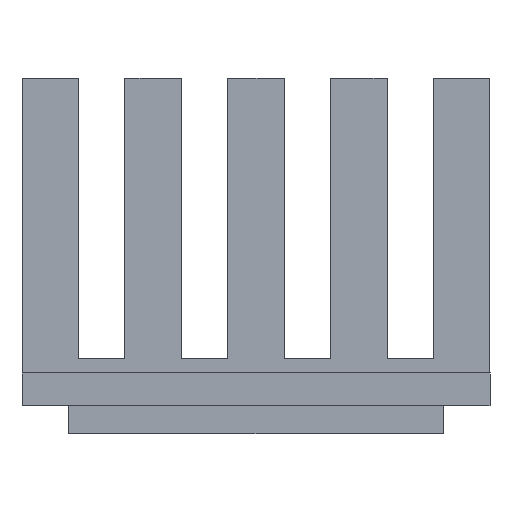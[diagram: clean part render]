
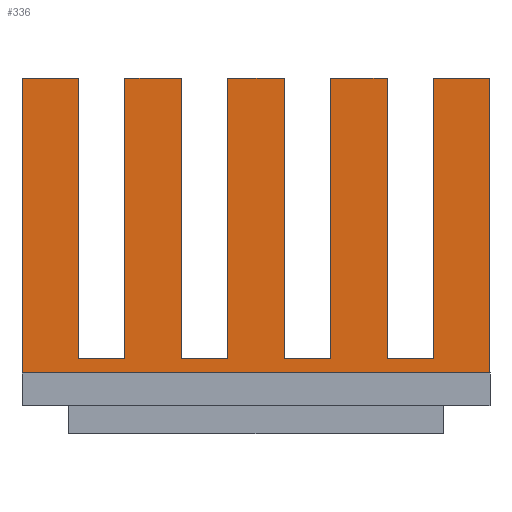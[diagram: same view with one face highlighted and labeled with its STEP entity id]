
A CAD part, left-side view. The second image highlights one B-rep face of the part: STEP entity #336.
In plain terms, the highlighted planar face has unit normal (-1, 0, 0).
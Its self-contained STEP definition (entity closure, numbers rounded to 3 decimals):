
#98=FACE_OUTER_BOUND('',#861,.T.);
#336=ADVANCED_FACE('',(#98),#574,.F.);
#574=PLANE('',#4636);
#861=EDGE_LOOP('',(#1294,#1295,#1296,#1297,#1298,#1299,#1300,#1301,#1302,
#1303,#1304,#1305,#1306,#1307,#1308,#1309,#1310,#1311,#1312,#1313));
#1294=ORIENTED_EDGE('',*,*,#2958,.T.);
#1295=ORIENTED_EDGE('',*,*,#2959,.F.);
#1296=ORIENTED_EDGE('',*,*,#2960,.F.);
#1297=ORIENTED_EDGE('',*,*,#2961,.T.);
#1298=ORIENTED_EDGE('',*,*,#2811,.T.);
#1299=ORIENTED_EDGE('',*,*,#2962,.F.);
#1300=ORIENTED_EDGE('',*,*,#2963,.F.);
#1301=ORIENTED_EDGE('',*,*,#2964,.T.);
#1302=ORIENTED_EDGE('',*,*,#2807,.T.);
#1303=ORIENTED_EDGE('',*,*,#2965,.F.);
#1304=ORIENTED_EDGE('',*,*,#2966,.F.);
#1305=ORIENTED_EDGE('',*,*,#2967,.T.);
#1306=ORIENTED_EDGE('',*,*,#2803,.T.);
#1307=ORIENTED_EDGE('',*,*,#2968,.F.);
#1308=ORIENTED_EDGE('',*,*,#2969,.F.);
#1309=ORIENTED_EDGE('',*,*,#2970,.T.);
#1310=ORIENTED_EDGE('',*,*,#2799,.T.);
#1311=ORIENTED_EDGE('',*,*,#2971,.F.);
#1312=ORIENTED_EDGE('',*,*,#2972,.F.);
#1313=ORIENTED_EDGE('',*,*,#2973,.T.);
#2383=VERTEX_POINT('',#6059);
#2384=VERTEX_POINT('',#6061);
#2387=VERTEX_POINT('',#6067);
#2388=VERTEX_POINT('',#6069);
#2391=VERTEX_POINT('',#6075);
#2392=VERTEX_POINT('',#6077);
#2395=VERTEX_POINT('',#6083);
#2396=VERTEX_POINT('',#6085);
#2542=VERTEX_POINT('',#6379);
#2543=VERTEX_POINT('',#6380);
#2544=VERTEX_POINT('',#6382);
#2545=VERTEX_POINT('',#6384);
#2546=VERTEX_POINT('',#6387);
#2547=VERTEX_POINT('',#6389);
#2548=VERTEX_POINT('',#6392);
#2549=VERTEX_POINT('',#6394);
#2550=VERTEX_POINT('',#6397);
#2551=VERTEX_POINT('',#6399);
#2552=VERTEX_POINT('',#6402);
#2553=VERTEX_POINT('',#6404);
#2799=EDGE_CURVE('',#2384,#2383,#3423,.T.);
#2803=EDGE_CURVE('',#2388,#2387,#3427,.T.);
#2807=EDGE_CURVE('',#2392,#2391,#3431,.T.);
#2811=EDGE_CURVE('',#2396,#2395,#3435,.T.);
#2958=EDGE_CURVE('',#2542,#2543,#3582,.T.);
#2959=EDGE_CURVE('',#2544,#2543,#3583,.T.);
#2960=EDGE_CURVE('',#2545,#2544,#3584,.T.);
#2961=EDGE_CURVE('',#2545,#2396,#3585,.T.);
#2962=EDGE_CURVE('',#2546,#2395,#3586,.T.);
#2963=EDGE_CURVE('',#2547,#2546,#3587,.T.);
#2964=EDGE_CURVE('',#2547,#2392,#3588,.T.);
#2965=EDGE_CURVE('',#2548,#2391,#3589,.T.);
#2966=EDGE_CURVE('',#2549,#2548,#3590,.T.);
#2967=EDGE_CURVE('',#2549,#2388,#3591,.T.);
#2968=EDGE_CURVE('',#2550,#2387,#3592,.T.);
#2969=EDGE_CURVE('',#2551,#2550,#3593,.T.);
#2970=EDGE_CURVE('',#2551,#2384,#3594,.T.);
#2971=EDGE_CURVE('',#2552,#2383,#3595,.T.);
#2972=EDGE_CURVE('',#2553,#2552,#3596,.T.);
#2973=EDGE_CURVE('',#2553,#2542,#3597,.T.);
#3423=LINE('',#6060,#4047);
#3427=LINE('',#6068,#4051);
#3431=LINE('',#6076,#4055);
#3435=LINE('',#6084,#4059);
#3582=LINE('',#6378,#4206);
#3583=LINE('',#6381,#4207);
#3584=LINE('',#6383,#4208);
#3585=LINE('',#6385,#4209);
#3586=LINE('',#6386,#4210);
#3587=LINE('',#6388,#4211);
#3588=LINE('',#6390,#4212);
#3589=LINE('',#6391,#4213);
#3590=LINE('',#6393,#4214);
#3591=LINE('',#6395,#4215);
#3592=LINE('',#6396,#4216);
#3593=LINE('',#6398,#4217);
#3594=LINE('',#6400,#4218);
#3595=LINE('',#6401,#4219);
#3596=LINE('',#6403,#4220);
#3597=LINE('',#6405,#4221);
#4047=VECTOR('',#4915,1.);
#4051=VECTOR('',#4919,1.);
#4055=VECTOR('',#4923,1.);
#4059=VECTOR('',#4927,1.);
#4206=VECTOR('',#5076,1.);
#4207=VECTOR('',#5077,1.);
#4208=VECTOR('',#5078,1.);
#4209=VECTOR('',#5079,1.);
#4210=VECTOR('',#5080,1.);
#4211=VECTOR('',#5081,1.);
#4212=VECTOR('',#5082,1.);
#4213=VECTOR('',#5083,1.);
#4214=VECTOR('',#5084,1.);
#4215=VECTOR('',#5085,1.);
#4216=VECTOR('',#5086,1.);
#4217=VECTOR('',#5087,1.);
#4218=VECTOR('',#5088,1.);
#4219=VECTOR('',#5089,1.);
#4220=VECTOR('',#5090,1.);
#4221=VECTOR('',#5091,1.);
#4636=AXIS2_PLACEMENT_3D('',#6406,#5092,#5093);
#4915=DIRECTION('',(0.,1.,0.));
#4919=DIRECTION('',(0.,1.,0.));
#4923=DIRECTION('',(0.,1.,0.));
#4927=DIRECTION('',(0.,1.,0.));
#5076=DIRECTION('',(0.,-1.,0.));
#5077=DIRECTION('',(0.,0.,-1.));
#5078=DIRECTION('',(0.,-1.,0.));
#5079=DIRECTION('',(0.,0.,-1.));
#5080=DIRECTION('',(0.,0.,-1.));
#5081=DIRECTION('',(0.,-1.,0.));
#5082=DIRECTION('',(0.,0.,-1.));
#5083=DIRECTION('',(0.,0.,-1.));
#5084=DIRECTION('',(0.,-1.,0.));
#5085=DIRECTION('',(0.,0.,-1.));
#5086=DIRECTION('',(0.,0.,-1.));
#5087=DIRECTION('',(0.,-1.,0.));
#5088=DIRECTION('',(0.,0.,-1.));
#5089=DIRECTION('',(0.,0.,-1.));
#5090=DIRECTION('',(0.,-1.,0.));
#5091=DIRECTION('',(0.,0.,-1.));
#5092=DIRECTION('',(1.,0.,0.));
#5093=DIRECTION('',(0.,1.,0.));
#6059=CARTESIAN_POINT('',(-25.,19.,1.5));
#6060=CARTESIAN_POINT('',(-25.,25.,1.5));
#6061=CARTESIAN_POINT('',(-25.,14.,1.5));
#6067=CARTESIAN_POINT('',(-25.,8.,1.5));
#6068=CARTESIAN_POINT('',(-25.,25.,1.5));
#6069=CARTESIAN_POINT('',(-25.,3.,1.5));
#6075=CARTESIAN_POINT('',(-25.,-3.,1.5));
#6076=CARTESIAN_POINT('',(-25.,25.,1.5));
#6077=CARTESIAN_POINT('',(-25.,-8.,1.5));
#6083=CARTESIAN_POINT('',(-25.,-14.,1.5));
#6084=CARTESIAN_POINT('',(-25.,25.,1.5));
#6085=CARTESIAN_POINT('',(-25.,-19.,1.5));
#6378=CARTESIAN_POINT('',(-25.,25.,0.));
#6379=CARTESIAN_POINT('',(-25.,25.,0.));
#6380=CARTESIAN_POINT('',(-25.,-25.,0.));
#6381=CARTESIAN_POINT('',(-25.,-25.,1.5));
#6382=CARTESIAN_POINT('',(-25.,-25.,31.5));
#6383=CARTESIAN_POINT('',(-25.,-19.,31.5));
#6384=CARTESIAN_POINT('',(-25.,-19.,31.5));
#6385=CARTESIAN_POINT('',(-25.,-19.,31.5));
#6386=CARTESIAN_POINT('',(-25.,-14.,31.5));
#6387=CARTESIAN_POINT('',(-25.,-14.,31.5));
#6388=CARTESIAN_POINT('',(-25.,-8.,31.5));
#6389=CARTESIAN_POINT('',(-25.,-8.,31.5));
#6390=CARTESIAN_POINT('',(-25.,-8.,31.5));
#6391=CARTESIAN_POINT('',(-25.,-3.,31.5));
#6392=CARTESIAN_POINT('',(-25.,-3.,31.5));
#6393=CARTESIAN_POINT('',(-25.,3.,31.5));
#6394=CARTESIAN_POINT('',(-25.,3.,31.5));
#6395=CARTESIAN_POINT('',(-25.,3.,31.5));
#6396=CARTESIAN_POINT('',(-25.,8.,31.5));
#6397=CARTESIAN_POINT('',(-25.,8.,31.5));
#6398=CARTESIAN_POINT('',(-25.,14.,31.5));
#6399=CARTESIAN_POINT('',(-25.,14.,31.5));
#6400=CARTESIAN_POINT('',(-25.,14.,31.5));
#6401=CARTESIAN_POINT('',(-25.,19.,31.5));
#6402=CARTESIAN_POINT('',(-25.,19.,31.5));
#6403=CARTESIAN_POINT('',(-25.,25.,31.5));
#6404=CARTESIAN_POINT('',(-25.,25.,31.5));
#6405=CARTESIAN_POINT('',(-25.,25.,1.5));
#6406=CARTESIAN_POINT('',(-25.,25.,1.5));
